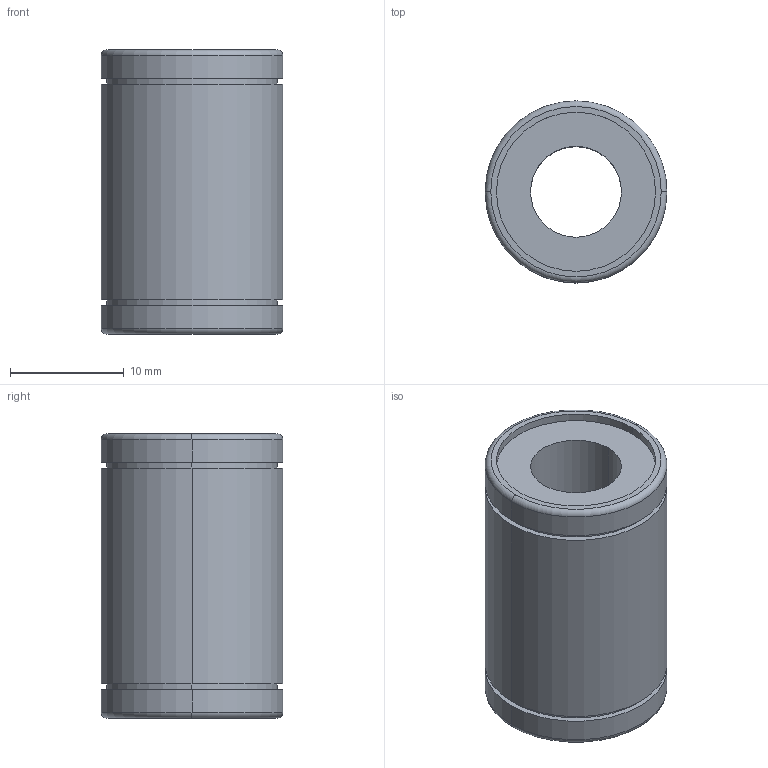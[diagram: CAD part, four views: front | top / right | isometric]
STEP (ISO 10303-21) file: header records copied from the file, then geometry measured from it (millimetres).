
FILE_DESCRIPTION (( 'STEP AP214' ), '1' );
FILE_NAME ('LME8.STEP', '2025-12-02T17:26:55', ( '' ), ( '' ), 'SwSTEP 2.0', 'SolidWorks 2024', '' );
FILE_SCHEMA (( 'AUTOMOTIVE_DESIGN' ));
Length unit declared in the file: millimetre
Products named in the file (1): LME8
Bounding box: 16 x 16 x 25 mm (x, y, z)
Volume: 3563.3 mm3; surface area: 2525 mm2
Topology: 1 solids, 1 shells, 307 faces, 842 edges, 548 vertices
Faces by surface type: plane 168, bspline 105, cylinder 30, torus 4
Entity records: 15034 total; most frequent: CARTESIAN_POINT 7932, ORIENTED_EDGE 1684, DIRECTION 1120, EDGE_CURVE 842, VERTEX_POINT 548, VECTOR 484, LINE 484, EDGE_LOOP 320
